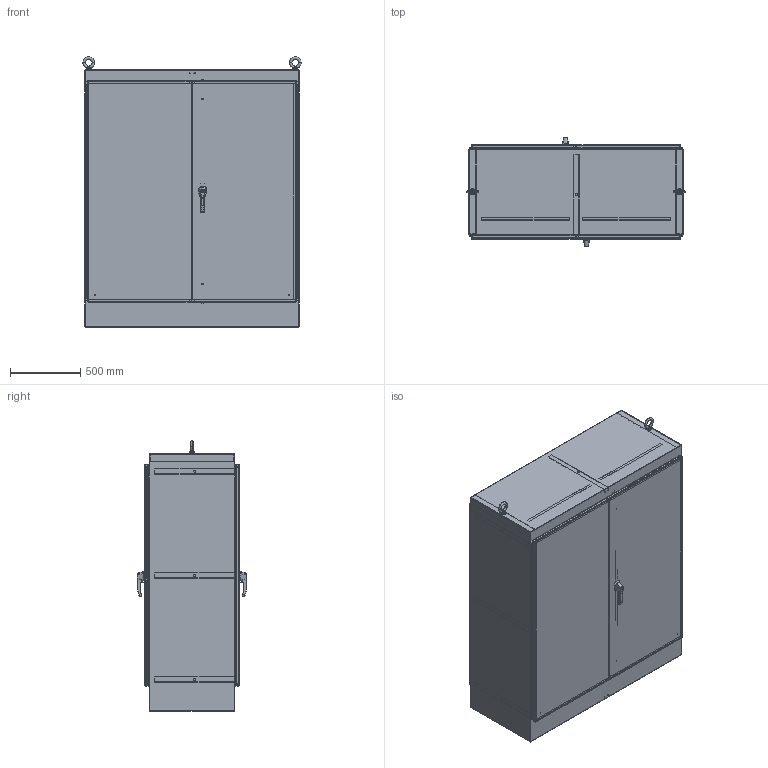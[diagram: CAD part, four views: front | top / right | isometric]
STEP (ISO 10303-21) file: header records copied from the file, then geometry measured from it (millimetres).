
FILE_DESCRIPTION (( 'STEP AP203' ), '1' );
FILE_NAME ('1418ZXD24_Default.step', '2019-11-04T12:02:55', ( '' ), ( '' ), 'SwSTEP 2.0', 'SolidWorks 2019', '' );
FILE_SCHEMA (( 'CONFIG_CONTROL_DESIGN' ));
Products named in the file (1): 1418ZXD24_Default
Bounding box: 1552.41 x 777.6 x 1923.11 mm (x, y, z)
Volume: 29970950.9 mm3; surface area: 24415108.5 mm2
Topology: 109 solids, 109 shells, 4534 faces, 12200 edges, 7922 vertices
Faces by surface type: cylinder 2212, plane 2056, cone 128, bspline 122, torus 16
Entity records: 159651 total; most frequent: CARTESIAN_POINT 43385, DIRECTION 24806, ORIENTED_EDGE 24376, EDGE_CURVE 12188, AXIS2_PLACEMENT_3D 8939, VERTEX_POINT 7922, VECTOR 6928, LINE 6928
